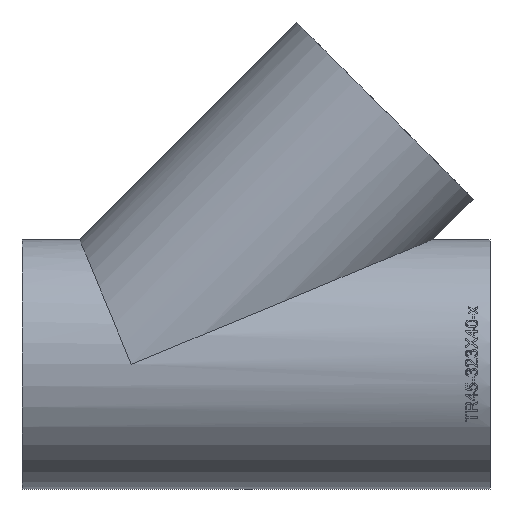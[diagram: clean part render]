
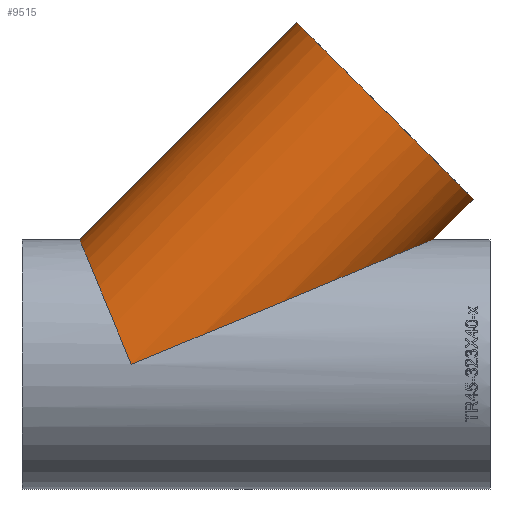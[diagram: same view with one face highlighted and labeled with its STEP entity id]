
A CAD part, top view. The second image highlights one B-rep face of the part: STEP entity #9515.
In plain terms, the highlighted cylindrical face has radius 161.95 mm (diameter 323.9 mm), a full revolution.
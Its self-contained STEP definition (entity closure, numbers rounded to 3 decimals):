
#391 = CARTESIAN_POINT ( 'NONE',  ( 167.517, 329.499, 0. ) ) ;
#1364 = CARTESIAN_POINT ( 'NONE',  ( -296.146, 323.9, -161.95 ) ) ;
#1958 =( BOUNDED_CURVE ( )  B_SPLINE_CURVE ( 3, ( #5425, #7771, #14063, #18589 ),
 .UNSPECIFIED., .F., .T. ) 
 B_SPLINE_CURVE_WITH_KNOTS ( ( 4, 4 ),
 ( 1.571, 4.712 ),
 .UNSPECIFIED. ) 
 CURVE ( )  GEOMETRIC_REPRESENTATION_ITEM ( )  RATIONAL_B_SPLINE_CURVE ( ( 1., 0.333, 0.333, 1. ) ) 
 REPRESENTATION_ITEM ( '' )  );
#2205 = FACE_OUTER_BOUND ( 'NONE', #20216, .T. ) ;
#2942 = EDGE_CURVE ( 'NONE', #26808, #23959, #1958, .T. ) ;
#3933 = CARTESIAN_POINT ( 'NONE',  ( 53.001, 444.015, 0. ) ) ;
#4946 = ORIENTED_EDGE ( 'NONE', *, *, #18014, .F. ) ;
#5425 = CARTESIAN_POINT ( 'NONE',  ( -161.982, 0., -161.95 ) ) ;
#6610 = FACE_OUTER_BOUND ( 'NONE', #9301, .T. ) ;
#7771 = CARTESIAN_POINT ( 'NONE',  ( 619.982, 323.9, -161.95 ) ) ;
#8162 =( BOUNDED_CURVE ( )  B_SPLINE_CURVE ( 3, ( #23027, #27396, #1364, #9835 ),
 .UNSPECIFIED., .F., .F. ) 
 B_SPLINE_CURVE_WITH_KNOTS ( ( 4, 4 ),
 ( 4.712, 7.854 ),
 .UNSPECIFIED. ) 
 CURVE ( )  GEOMETRIC_REPRESENTATION_ITEM ( )  RATIONAL_B_SPLINE_CURVE ( ( 1., 0.333, 0.333, 1. ) ) 
 REPRESENTATION_ITEM ( '' )  );
#9083 = VERTEX_POINT ( 'NONE', #3933 ) ;
#9301 = EDGE_LOOP ( 'NONE', ( #21820, #4946 ) ) ;
#9515 = ADVANCED_FACE ( 'NONE', ( #6610, #2205 ), #17473, .T. ) ;
#9835 = CARTESIAN_POINT ( 'NONE',  ( -161.982, 0., -161.95 ) ) ;
#10907 = AXIS2_PLACEMENT_3D ( 'NONE', #391, #15845, #24428 ) ;
#11383 = DIRECTION ( 'NONE',  ( -0.707, 0.707, 0. ) ) ;
#12839 = EDGE_CURVE ( 'NONE', #9083, #9083, #15309, .T. ) ;
#13461 = CARTESIAN_POINT ( 'NONE',  ( 167.517, 329.499, 0. ) ) ;
#14063 = CARTESIAN_POINT ( 'NONE',  ( 619.982, 323.9, 161.95 ) ) ;
#15309 = CIRCLE ( 'NONE', #21667, 161.95 ) ;
#15845 = DIRECTION ( 'NONE',  ( 0.707, 0.707, 0. ) ) ;
#15866 = CARTESIAN_POINT ( 'NONE',  ( -161.982, 0., -161.95 ) ) ;
#17473 = CYLINDRICAL_SURFACE ( 'NONE', #10907, 161.95 ) ;
#18014 = EDGE_CURVE ( 'NONE', #23959, #26808, #8162, .T. ) ;
#18129 = ORIENTED_EDGE ( 'NONE', *, *, #12839, .F. ) ;
#18478 = CARTESIAN_POINT ( 'NONE',  ( -161.982, 0., 161.95 ) ) ;
#18589 = CARTESIAN_POINT ( 'NONE',  ( -161.982, 0., 161.95 ) ) ;
#20216 = EDGE_LOOP ( 'NONE', ( #18129 ) ) ;
#21667 = AXIS2_PLACEMENT_3D ( 'NONE', #13461, #22298, #11383 ) ;
#21820 = ORIENTED_EDGE ( 'NONE', *, *, #2942, .F. ) ;
#22298 = DIRECTION ( 'NONE',  ( 0.707, 0.707, 0. ) ) ;
#23027 = CARTESIAN_POINT ( 'NONE',  ( -161.982, 0., 161.95 ) ) ;
#23959 = VERTEX_POINT ( 'NONE', #18478 ) ;
#24428 = DIRECTION ( 'NONE',  ( -0.707, 0.707, 0. ) ) ;
#26808 = VERTEX_POINT ( 'NONE', #15866 ) ;
#27396 = CARTESIAN_POINT ( 'NONE',  ( -296.146, 323.9, 161.95 ) ) ;
